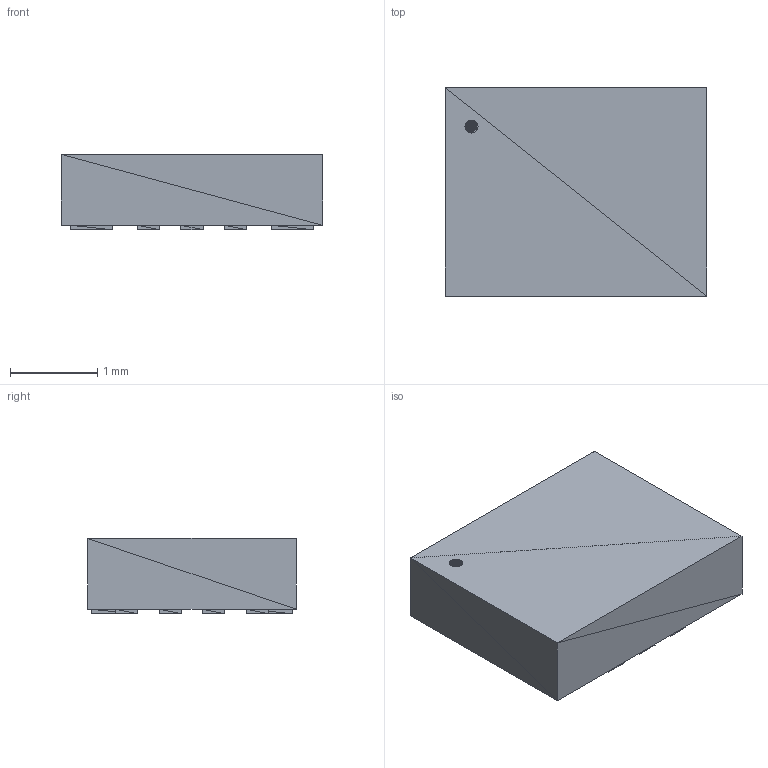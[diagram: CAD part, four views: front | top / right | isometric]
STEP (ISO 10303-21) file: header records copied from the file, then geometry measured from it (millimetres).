
FILE_DESCRIPTION((''),'2;1');
FILE_NAME('BMI323_BOS', '2025-07-24T02:55:17', (''), (''), 'ImageToStl.com STEP Converter','', '');
FILE_SCHEMA(('AUTOMOTIVE_DESIGN_CC2'));
Length unit declared in the file: metre
Products named in the file (1): product0
Bounding box: 3 x 2.39 x 0.87 mm (x, y, z)
Surface area: 27.6 mm2 (no closed solid volume)
Topology: 0 solids, 320 shells, 320 faces, 960 edges, 192 vertices
Faces by surface type: plane 320
Entity records: 7452 total; most frequent: DIRECTION 1602, ORIENTED_EDGE 960, EDGE_CURVE 960, LINE 960, VECTOR 960, AXIS2_PLACEMENT_3D 321, FACE_SURFACE 320, PLANE 320
